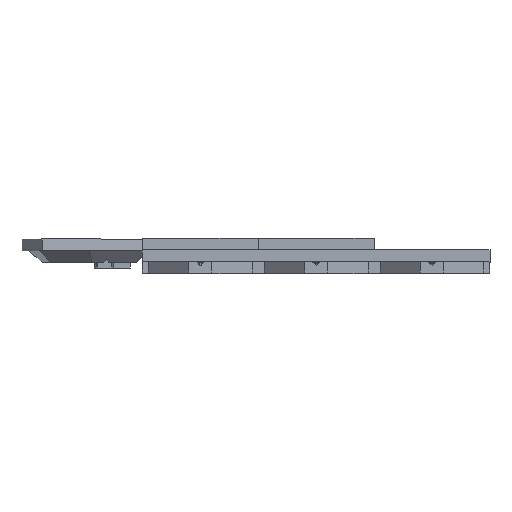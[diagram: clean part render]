
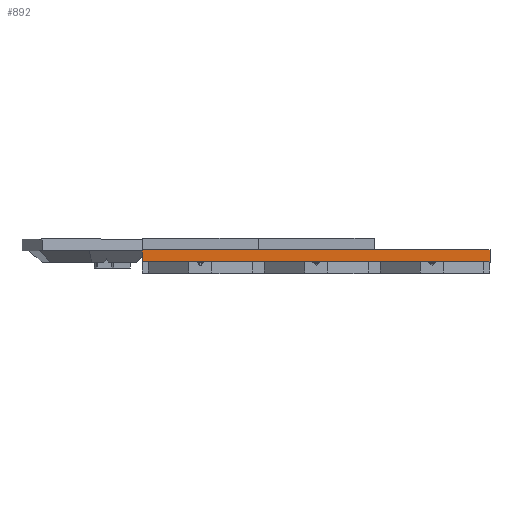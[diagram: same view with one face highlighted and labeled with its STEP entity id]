
A CAD part, top view. The second image highlights one B-rep face of the part: STEP entity #892.
In plain terms, the highlighted planar face has unit normal (0, 0, 1).
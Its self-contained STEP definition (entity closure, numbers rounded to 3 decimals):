
#189 = DIRECTION ( 'NONE',  ( 0., 0., 1. ) ) ;
#892 = ADVANCED_FACE ( 'NONE', ( #4099 ), #8820, .T. ) ;
#2039 = EDGE_CURVE ( 'NONE', #6327, #4231, #16751, .T. ) ;
#2303 = LINE ( 'NONE', #5941, #19234 ) ;
#2591 = LINE ( 'NONE', #6024, #19499 ) ;
#3711 = CARTESIAN_POINT ( 'NONE',  ( 60., -2., 0. ) ) ;
#3790 = ORIENTED_EDGE ( 'NONE', *, *, #18622, .F. ) ;
#4099 = FACE_OUTER_BOUND ( 'NONE', #8527, .T. ) ;
#4197 = ORIENTED_EDGE ( 'NONE', *, *, #2039, .T. ) ;
#4231 = VERTEX_POINT ( 'NONE', #17085 ) ;
#5109 = DIRECTION ( 'NONE',  ( 1., 0., 0. ) ) ;
#5806 = DIRECTION ( 'NONE',  ( 1., 0., 0. ) ) ;
#5941 = CARTESIAN_POINT ( 'NONE',  ( 0., -2., 0. ) ) ;
#6024 = CARTESIAN_POINT ( 'NONE',  ( 0., -2., 0. ) ) ;
#6327 = VERTEX_POINT ( 'NONE', #14682 ) ;
#6509 = VERTEX_POINT ( 'NONE', #10195 ) ;
#7108 = CARTESIAN_POINT ( 'NONE',  ( 0., -2., 0. ) ) ;
#7197 = LINE ( 'NONE', #10752, #7650 ) ;
#7317 = EDGE_CURVE ( 'NONE', #14533, #6509, #2303, .T. ) ;
#7650 = VECTOR ( 'NONE', #5806, 1000. ) ;
#8527 = EDGE_LOOP ( 'NONE', ( #3790, #10911, #8860, #4197 ) ) ;
#8820 = PLANE ( 'NONE',  #12855 ) ;
#8860 = ORIENTED_EDGE ( 'NONE', *, *, #16054, .T. ) ;
#9130 = DIRECTION ( 'NONE',  ( 1., 0., 0. ) ) ;
#10195 = CARTESIAN_POINT ( 'NONE',  ( 0., 0., 0. ) ) ;
#10253 = DIRECTION ( 'NONE',  ( 0., 1., 0. ) ) ;
#10752 = CARTESIAN_POINT ( 'NONE',  ( 0., 0., 0. ) ) ;
#10911 = ORIENTED_EDGE ( 'NONE', *, *, #7317, .F. ) ;
#12855 = AXIS2_PLACEMENT_3D ( 'NONE', #7108, #189, #5109 ) ;
#14533 = VERTEX_POINT ( 'NONE', #19534 ) ;
#14682 = CARTESIAN_POINT ( 'NONE',  ( 60., -2., 0. ) ) ;
#14787 = VECTOR ( 'NONE', #10253, 1000. ) ;
#16054 = EDGE_CURVE ( 'NONE', #14533, #6327, #2591, .T. ) ;
#16751 = LINE ( 'NONE', #3711, #14787 ) ;
#17085 = CARTESIAN_POINT ( 'NONE',  ( 60., 0., 0. ) ) ;
#18622 = EDGE_CURVE ( 'NONE', #6509, #4231, #7197, .T. ) ;
#18759 = DIRECTION ( 'NONE',  ( 0., 1., 0. ) ) ;
#19234 = VECTOR ( 'NONE', #18759, 1000. ) ;
#19499 = VECTOR ( 'NONE', #9130, 1000. ) ;
#19534 = CARTESIAN_POINT ( 'NONE',  ( 0., -2., 0. ) ) ;
